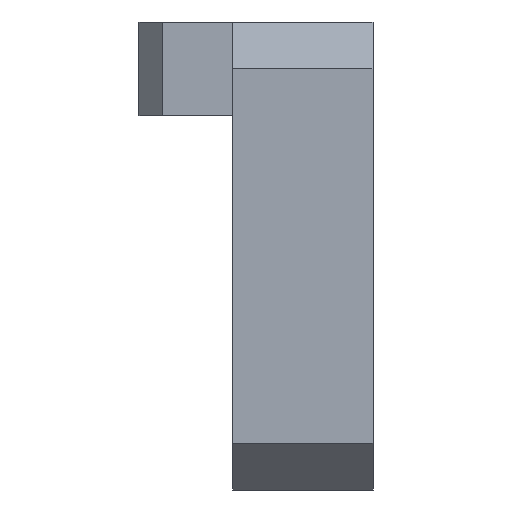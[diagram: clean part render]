
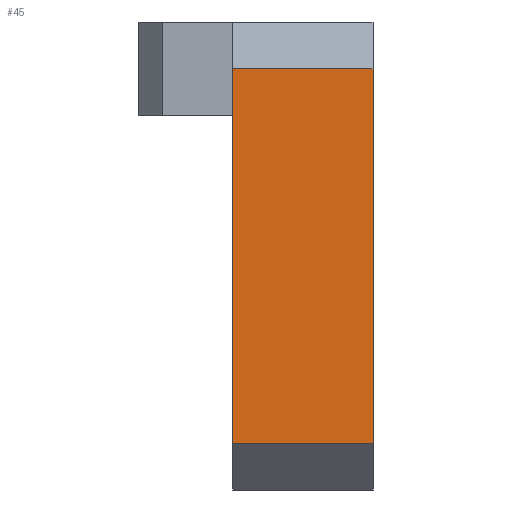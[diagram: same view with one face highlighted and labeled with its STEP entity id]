
A CAD part, left-side view. The second image highlights one B-rep face of the part: STEP entity #45.
In plain terms, the highlighted planar face has unit normal (-1, 0, 0).
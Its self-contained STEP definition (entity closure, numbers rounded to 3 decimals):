
#26 = CARTESIAN_POINT ( 'NONE',  ( -10., -10., 2. ) ) ;
#45 = ADVANCED_FACE ( 'NONE', ( #162 ), #715, .T. ) ;
#129 = DIRECTION ( 'NONE',  ( 0., -1., 0. ) ) ;
#161 = VERTEX_POINT ( 'NONE', #26 ) ;
#162 = FACE_OUTER_BOUND ( 'NONE', #602, .T. ) ;
#229 = VECTOR ( 'NONE', #273, 1000. ) ;
#273 = DIRECTION ( 'NONE',  ( 0., 0., 1. ) ) ;
#285 = CARTESIAN_POINT ( 'NONE',  ( -10., -10., 2. ) ) ;
#299 = LINE ( 'NONE', #285, #669 ) ;
#301 = LINE ( 'NONE', #550, #759 ) ;
#324 = EDGE_CURVE ( 'NONE', #161, #694, #299, .T. ) ;
#331 = EDGE_CURVE ( 'NONE', #616, #958, #301, .T. ) ;
#451 = EDGE_CURVE ( 'NONE', #616, #694, #982, .T. ) ;
#456 = DIRECTION ( 'NONE',  ( -1., 0., 0. ) ) ;
#470 = DIRECTION ( 'NONE',  ( 0., 1., 0. ) ) ;
#471 = VECTOR ( 'NONE', #777, 1000. ) ;
#483 = CARTESIAN_POINT ( 'NONE',  ( -10., -10., -14. ) ) ;
#550 = CARTESIAN_POINT ( 'NONE',  ( -10., -10., -14. ) ) ;
#553 = EDGE_CURVE ( 'NONE', #958, #161, #1013, .T. ) ;
#602 = EDGE_LOOP ( 'NONE', ( #623, #610, #603, #614 ) ) ;
#603 = ORIENTED_EDGE ( 'NONE', *, *, #553, .T. ) ;
#610 = ORIENTED_EDGE ( 'NONE', *, *, #331, .T. ) ;
#614 = ORIENTED_EDGE ( 'NONE', *, *, #324, .T. ) ;
#616 = VERTEX_POINT ( 'NONE', #730 ) ;
#623 = ORIENTED_EDGE ( 'NONE', *, *, #451, .F. ) ;
#634 = CARTESIAN_POINT ( 'NONE',  ( -10., -10., -16. ) ) ;
#669 = VECTOR ( 'NONE', #470, 1000. ) ;
#694 = VERTEX_POINT ( 'NONE', #1123 ) ;
#715 = PLANE ( 'NONE',  #903 ) ;
#730 = CARTESIAN_POINT ( 'NONE',  ( -10., -4., -14. ) ) ;
#756 = CARTESIAN_POINT ( 'NONE',  ( -10., -4., -16. ) ) ;
#759 = VECTOR ( 'NONE', #1084, 1000. ) ;
#777 = DIRECTION ( 'NONE',  ( 0., 0., 1. ) ) ;
#796 = CARTESIAN_POINT ( 'NONE',  ( -10., -10., -16. ) ) ;
#903 = AXIS2_PLACEMENT_3D ( 'NONE', #796, #456, #129 ) ;
#958 = VERTEX_POINT ( 'NONE', #483 ) ;
#982 = LINE ( 'NONE', #756, #229 ) ;
#1013 = LINE ( 'NONE', #634, #471 ) ;
#1084 = DIRECTION ( 'NONE',  ( 0., -1., 0. ) ) ;
#1123 = CARTESIAN_POINT ( 'NONE',  ( -10., -4., 2. ) ) ;
